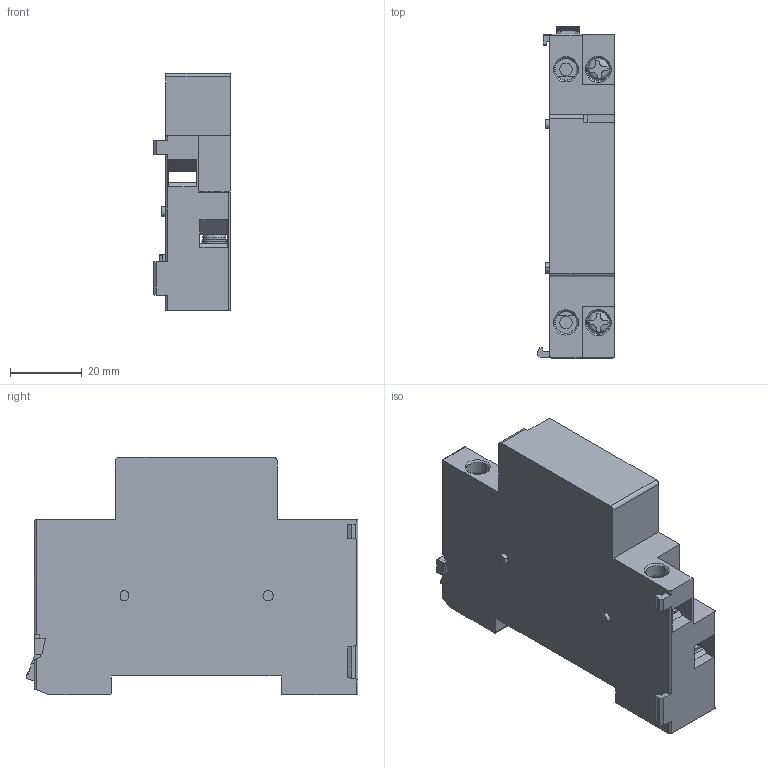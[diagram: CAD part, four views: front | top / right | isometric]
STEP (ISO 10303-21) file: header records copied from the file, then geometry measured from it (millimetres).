
FILE_DESCRIPTION (( 'STEP AP214' ), '1' );
FILE_NAME ('BZ0RAZ2U.step', '2019-06-24T15:34:28', ( '' ), ( '' ), 'SwSTEP 2.0', 'SolidWorks 2018', '' );
FILE_SCHEMA (( 'AUTOMOTIVE_DESIGN' ));
Length unit declared in the file: inch
Products named in the file (1): BZ0RAZ2U
Bounding box: 21.41 x 92.33 x 66 mm (x, y, z)
Volume: 14987.6 mm3; surface area: 33953.8 mm2
Topology: 8 solids, 8 shells, 303 faces, 836 edges, 552 vertices
Faces by surface type: plane 196, cylinder 91, cone 12, bspline 4
Entity records: 13901 total; most frequent: CARTESIAN_POINT 1958, ORIENTED_EDGE 1672, DIRECTION 1581, EDGE_CURVE 836, LINE 607, VECTOR 607, VERTEX_POINT 552, AXIS2_PLACEMENT_3D 487
